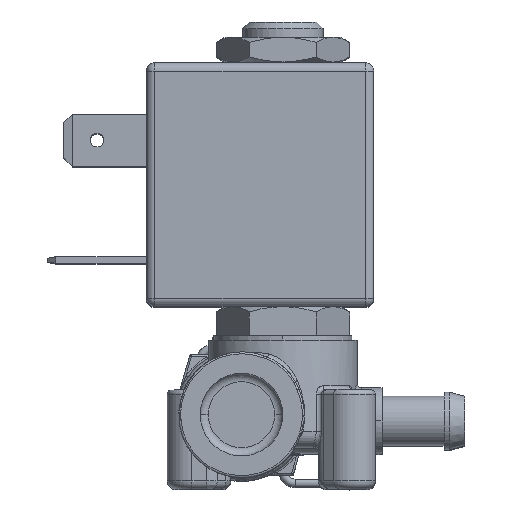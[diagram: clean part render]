
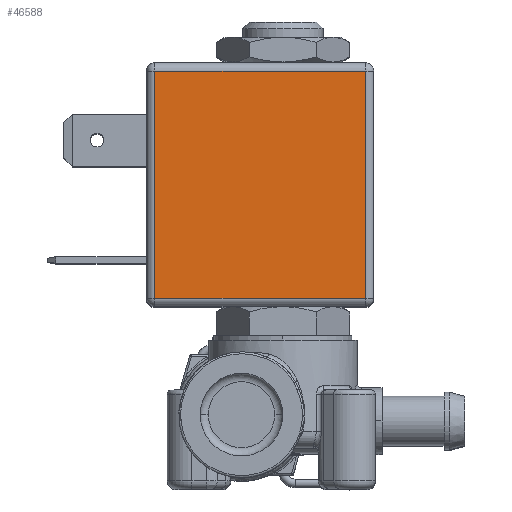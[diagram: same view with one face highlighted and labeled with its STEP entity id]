
A CAD part, top view. The second image highlights one B-rep face of the part: STEP entity #46588.
In plain terms, the highlighted planar face has unit normal (0, 0, 1).
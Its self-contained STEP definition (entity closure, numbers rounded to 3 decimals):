
#9474=DIRECTION('',(0.,1.,0.));
#9475=VECTOR('',#9474,27.5);
#9476=CARTESIAN_POINT('',(-15.5,15.725,11.));
#9477=LINE('',#9476,#9475);
#9478=DIRECTION('',(-1.,0.,0.));
#9479=VECTOR('',#9478,25.5);
#9480=CARTESIAN_POINT('',(10.,15.725,11.));
#9481=LINE('',#9480,#9479);
#9482=DIRECTION('',(-1.,0.,0.));
#9483=VECTOR('',#9482,25.5);
#9484=CARTESIAN_POINT('',(10.,43.225,11.));
#9485=LINE('',#9484,#9483);
#9608=DIRECTION('',(0.,1.,0.));
#9609=VECTOR('',#9608,27.5);
#9610=CARTESIAN_POINT('',(10.,15.725,11.));
#9611=LINE('',#9610,#9609);
#25425=CARTESIAN_POINT('',(10.,15.725,11.));
#25427=VERTEX_POINT('',#25425);
#25428=CARTESIAN_POINT('',(-15.5,15.725,11.));
#25429=VERTEX_POINT('',#25428);
#25430=CARTESIAN_POINT('',(-15.5,43.225,11.));
#25431=VERTEX_POINT('',#25430);
#25432=CARTESIAN_POINT('',(10.,43.225,11.));
#25433=VERTEX_POINT('',#25432);
#46575=CARTESIAN_POINT('',(-2.75,29.475,11.));
#46576=DIRECTION('',(0.,0.,1.));
#46577=DIRECTION('',(1.,0.,0.));
#46578=AXIS2_PLACEMENT_3D('',#46575,#46576,#46577);
#46579=PLANE('',#46578);
#46580=ORIENTED_EDGE('',*,*,#46558,.T.);
#46582=ORIENTED_EDGE('',*,*,#46581,.F.);
#46584=ORIENTED_EDGE('',*,*,#46583,.F.);
#46585=ORIENTED_EDGE('',*,*,#46520,.T.);
#46586=EDGE_LOOP('',(#46580,#46582,#46584,#46585));
#46587=FACE_OUTER_BOUND('',#46586,.F.);
#46520=EDGE_CURVE('',#25427,#25429,#9481,.T.);
#46558=EDGE_CURVE('',#25429,#25431,#9477,.T.);
#46581=EDGE_CURVE('',#25433,#25431,#9485,.T.);
#46583=EDGE_CURVE('',#25427,#25433,#9611,.T.);
#46588=ADVANCED_FACE('',(#46587),#46579,.T.);
